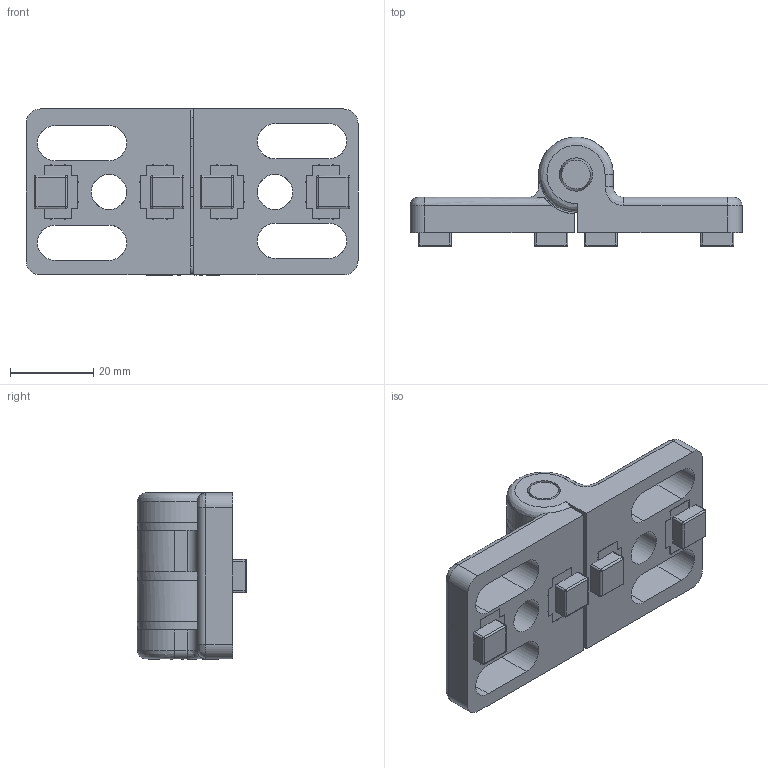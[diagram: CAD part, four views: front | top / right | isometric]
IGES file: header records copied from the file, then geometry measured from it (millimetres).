
Global section: file name: SZ0761S_A; native system: Autodesk Inventor 2015; preprocessor: unknown; author: Behrens; date: 20151120.132840; units: millimetre
Bounding box: 80 x 26.4 x 40 mm (x, y, z)
Volume: 29604.5 mm3; surface area: 18270.1 mm2
Topology: 10 solids, 10 shells, 399 faces, 1083 edges, 686 vertices
Faces by surface type: bspline 399
